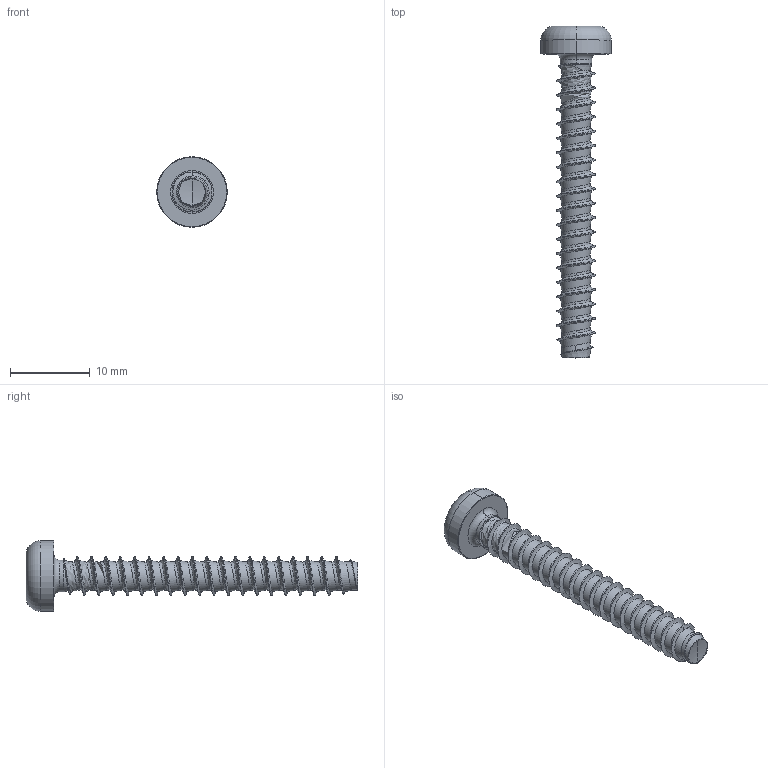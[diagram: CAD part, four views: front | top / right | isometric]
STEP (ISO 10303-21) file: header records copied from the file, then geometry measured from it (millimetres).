
FILE_DESCRIPTION (( 'STEP AP203' ), '1' );
FILE_NAME ('STP420500380.STEP', '2020-09-22T14:03:23', ( '' ), ( '' ), 'SwSTEP 2.0', 'SolidWorks 2015', '' );
FILE_SCHEMA (( 'CONFIG_CONTROL_DESIGN' ));
Length unit declared in the file: millimetre
Products named in the file (2): STP420500380
Bounding box: 8.8 x 41.49 x 8.8 mm (x, y, z)
Volume: 614.5 mm3; surface area: 929.8 mm2
Topology: 1 solids, 1 shells, 129 faces, 326 edges, 201 vertices
Faces by surface type: cylinder 67, bspline 35, cone 10, torus 10, sphere 4, plane 3
Entity records: 35881 total; most frequent: CARTESIAN_POINT 33101, ORIENTED_EDGE 652, DIRECTION 417, EDGE_CURVE 326, VERTEX_POINT 201, AXIS2_PLACEMENT_3D 168, B_SPLINE_CURVE_WITH_KNOTS 132, EDGE_LOOP 131
